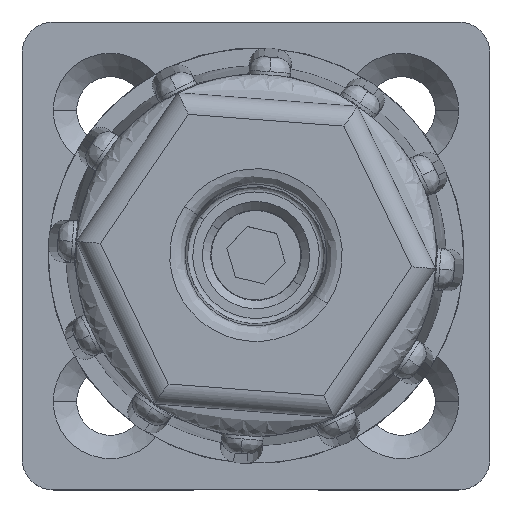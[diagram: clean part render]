
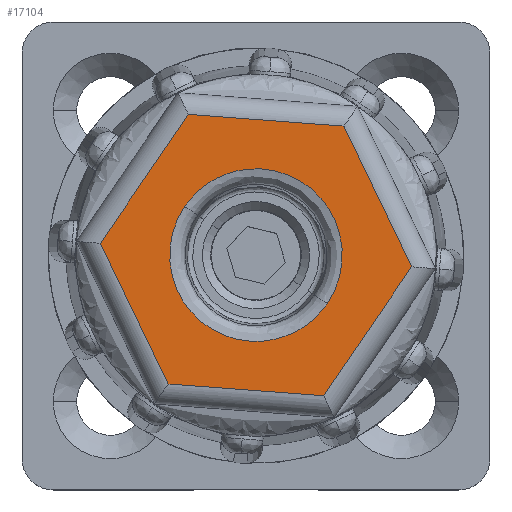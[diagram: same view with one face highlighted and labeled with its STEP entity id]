
A CAD part, top view. The second image highlights one B-rep face of the part: STEP entity #17104.
In plain terms, the highlighted planar face has unit normal (0, 0, 1).
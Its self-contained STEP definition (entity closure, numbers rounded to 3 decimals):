
#89 = VECTOR ( 'NONE', #743, 1000. ) ;
#493 = VECTOR ( 'NONE', #21605, 1000. ) ;
#607 = EDGE_CURVE ( 'NONE', #5118, #2448, #18469, .T. ) ;
#649 = ORIENTED_EDGE ( 'NONE', *, *, #5807, .F. ) ;
#743 = DIRECTION ( 'NONE',  ( 0., -1., 0. ) ) ;
#1115 = CARTESIAN_POINT ( 'NONE',  ( 15., 8.66, 40. ) ) ;
#1781 = CARTESIAN_POINT ( 'NONE',  ( -13., 7.506, 40. ) ) ;
#2326 = ORIENTED_EDGE ( 'NONE', *, *, #8228, .F. ) ;
#2448 = VERTEX_POINT ( 'NONE', #12935 ) ;
#2549 = CARTESIAN_POINT ( 'NONE',  ( 8.299, 0., 40. ) ) ;
#2577 = CARTESIAN_POINT ( 'NONE',  ( 8.299, -16.597, 40. ) ) ;
#2590 = EDGE_CURVE ( 'NONE', #6690, #18125, #10805, .T. ) ;
#2624 = CARTESIAN_POINT ( 'NONE',  ( -8.299, 0., 40. ) ) ;
#2696 = CARTESIAN_POINT ( 'NONE',  ( -8.299, -16.597, 40. ) ) ;
#2819 = DIRECTION ( 'NONE',  ( -1., 0., 0. ) ) ;
#3030 = VERTEX_POINT ( 'NONE', #11413 ) ;
#3297 = EDGE_CURVE ( 'NONE', #3030, #15554, #15815, .T. ) ;
#4971 = LINE ( 'NONE', #11715, #493 ) ;
#5118 = VERTEX_POINT ( 'NONE', #21079 ) ;
#5170 = ORIENTED_EDGE ( 'NONE', *, *, #15999, .F. ) ;
#5807 = EDGE_CURVE ( 'NONE', #2448, #5118, #15998, .T. ) ;
#5996 = DIRECTION ( 'NONE',  ( 0.866, 0.5, 0. ) ) ;
#6081 = FACE_BOUND ( 'NONE', #17823, .T. ) ;
#6201 = VECTOR ( 'NONE', #9721, 1000. ) ;
#6690 = VERTEX_POINT ( 'NONE', #8855 ) ;
#7142 = CARTESIAN_POINT ( 'NONE',  ( 8.299, 16.597, 40. ) ) ;
#7439 = DIRECTION ( 'NONE',  ( -0.866, -0.5, 0. ) ) ;
#7674 = CARTESIAN_POINT ( 'NONE',  ( 13., -7.506, 40. ) ) ;
#8228 = EDGE_CURVE ( 'NONE', #15554, #6690, #8444, .T. ) ;
#8444 = LINE ( 'NONE', #19738, #21172 ) ;
#8855 = CARTESIAN_POINT ( 'NONE',  ( -13., -7.506, 40. ) ) ;
#8865 = CARTESIAN_POINT ( 'NONE',  ( -8.299, 0., 40. ) ) ;
#9127 = LINE ( 'NONE', #10935, #89 ) ;
#9478 = CARTESIAN_POINT ( 'NONE',  ( -13., 8.66, 40. ) ) ;
#9721 = DIRECTION ( 'NONE',  ( 0., 1., 0. ) ) ;
#10805 = LINE ( 'NONE', #9478, #6201 ) ;
#10935 = CARTESIAN_POINT ( 'NONE',  ( 13., 8.66, 40. ) ) ;
#11353 = ORIENTED_EDGE ( 'NONE', *, *, #2590, .F. ) ;
#11413 = CARTESIAN_POINT ( 'NONE',  ( 13., -7.506, 40. ) ) ;
#11715 = CARTESIAN_POINT ( 'NONE',  ( 0., 15.011, 40. ) ) ;
#11822 = VERTEX_POINT ( 'NONE', #20273 ) ;
#11959 = CARTESIAN_POINT ( 'NONE',  ( 13., 7.506, 40. ) ) ;
#12503 = PLANE ( 'NONE',  #20703 ) ;
#12935 = CARTESIAN_POINT ( 'NONE',  ( 8.299, 0., 40. ) ) ;
#13022 = DIRECTION ( 'NONE',  ( 0., 0., -1. ) ) ;
#13074 = FACE_OUTER_BOUND ( 'NONE', #18385, .T. ) ;
#13741 = ORIENTED_EDGE ( 'NONE', *, *, #18036, .F. ) ;
#14820 = CARTESIAN_POINT ( 'NONE',  ( 0., -15.011, 40. ) ) ;
#14869 = ORIENTED_EDGE ( 'NONE', *, *, #607, .F. ) ;
#15554 = VERTEX_POINT ( 'NONE', #14820 ) ;
#15601 = CARTESIAN_POINT ( 'NONE',  ( 8.299, 0., 40. ) ) ;
#15765 = VECTOR ( 'NONE', #5996, 1000. ) ;
#15815 = LINE ( 'NONE', #7674, #16039 ) ;
#15998 =( BOUNDED_CURVE ( )  B_SPLINE_CURVE ( 3, ( #15601, #7142, #18904, #8865 ),
 .UNSPECIFIED., .F., .F. ) 
 B_SPLINE_CURVE_WITH_KNOTS ( ( 4, 4 ),
 ( 0., 1. ),
 .UNSPECIFIED. ) 
 CURVE ( )  GEOMETRIC_REPRESENTATION_ITEM ( )  RATIONAL_B_SPLINE_CURVE ( ( 1., 0.333, 0.333, 1. ) ) 
 REPRESENTATION_ITEM ( '' )  );
#15999 = EDGE_CURVE ( 'NONE', #18125, #11822, #20077, .T. ) ;
#16039 = VECTOR ( 'NONE', #7439, 1000. ) ;
#16166 = VERTEX_POINT ( 'NONE', #11959 ) ;
#16307 = ORIENTED_EDGE ( 'NONE', *, *, #20982, .F. ) ;
#17104 = ADVANCED_FACE ( 'NONE', ( #6081, #13074 ), #12503, .F. ) ;
#17823 = EDGE_LOOP ( 'NONE', ( #14869, #649 ) ) ;
#18036 = EDGE_CURVE ( 'NONE', #11822, #16166, #4971, .T. ) ;
#18112 = DIRECTION ( 'NONE',  ( -0.866, 0.5, 0. ) ) ;
#18125 = VERTEX_POINT ( 'NONE', #1781 ) ;
#18385 = EDGE_LOOP ( 'NONE', ( #16307, #13741, #5170, #11353, #2326, #20967 ) ) ;
#18469 =( BOUNDED_CURVE ( )  B_SPLINE_CURVE ( 3, ( #2624, #2696, #2577, #2549 ),
 .UNSPECIFIED., .F., .F. ) 
 B_SPLINE_CURVE_WITH_KNOTS ( ( 4, 4 ),
 ( 0., 1. ),
 .UNSPECIFIED. ) 
 CURVE ( )  GEOMETRIC_REPRESENTATION_ITEM ( )  RATIONAL_B_SPLINE_CURVE ( ( 1., 0.333, 0.333, 1. ) ) 
 REPRESENTATION_ITEM ( '' )  );
#18904 = CARTESIAN_POINT ( 'NONE',  ( -8.299, 16.597, 40. ) ) ;
#19738 = CARTESIAN_POINT ( 'NONE',  ( 0., -15.011, 40. ) ) ;
#20077 = LINE ( 'NONE', #20988, #15765 ) ;
#20273 = CARTESIAN_POINT ( 'NONE',  ( 0., 15.011, 40. ) ) ;
#20703 = AXIS2_PLACEMENT_3D ( 'NONE', #1115, #13022, #2819 ) ;
#20967 = ORIENTED_EDGE ( 'NONE', *, *, #3297, .F. ) ;
#20982 = EDGE_CURVE ( 'NONE', #16166, #3030, #9127, .T. ) ;
#20988 = CARTESIAN_POINT ( 'NONE',  ( -13., 7.506, 40. ) ) ;
#21079 = CARTESIAN_POINT ( 'NONE',  ( -8.299, 0., 40. ) ) ;
#21172 = VECTOR ( 'NONE', #18112, 1000. ) ;
#21605 = DIRECTION ( 'NONE',  ( 0.866, -0.5, 0. ) ) ;
